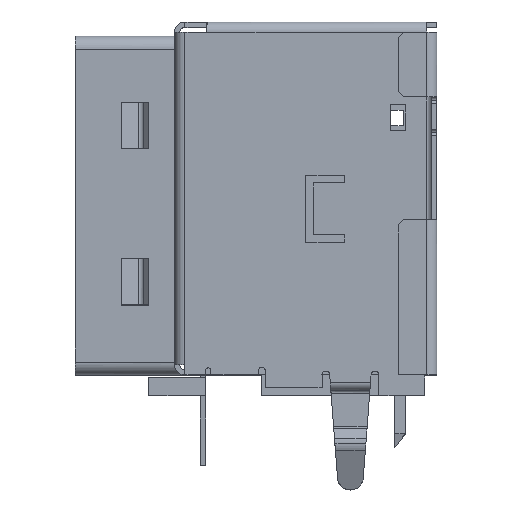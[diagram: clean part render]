
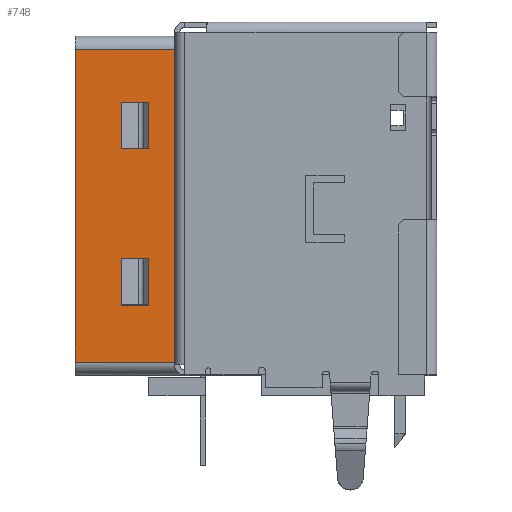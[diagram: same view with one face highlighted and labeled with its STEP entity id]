
A CAD part, top view. The second image highlights one B-rep face of the part: STEP entity #748.
In plain terms, the highlighted planar face has unit normal (0, 0, 1).
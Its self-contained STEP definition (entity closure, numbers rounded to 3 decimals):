
#303 = ORIENTED_EDGE ( 'NONE', *, *, #12099, .T. ) ;
#323 = CARTESIAN_POINT ( 'NONE',  ( -7.115, 3.92, 2.75 ) ) ;
#549 = EDGE_LOOP ( 'NONE', ( #12660, #2268, #12275, #7614, #9560, #13115 ) ) ;
#683 = CARTESIAN_POINT ( 'NONE',  ( -8.925, 3.92, 2.75 ) ) ;
#723 = ORIENTED_EDGE ( 'NONE', *, *, #7575, .T. ) ;
#748 = ADVANCED_FACE ( 'NONE', ( #6525, #9970, #1441 ), #13136, .T. ) ;
#878 = VECTOR ( 'NONE', #9307, 1000. ) ;
#1085 = EDGE_CURVE ( 'NONE', #3937, #3459, #7274, .T. ) ;
#1169 = VERTEX_POINT ( 'NONE', #9947 ) ;
#1192 = AXIS2_PLACEMENT_3D ( 'NONE', #6594, #7831, #1579 ) ;
#1209 = CARTESIAN_POINT ( 'NONE',  ( -7.115, -6.125, 2.75 ) ) ;
#1225 = VERTEX_POINT ( 'NONE', #8586 ) ;
#1348 = LINE ( 'NONE', #1209, #2602 ) ;
#1441 = FACE_OUTER_BOUND ( 'NONE', #6911, .T. ) ;
#1466 = EDGE_CURVE ( 'NONE', #7754, #5616, #2697, .T. ) ;
#1579 = DIRECTION ( 'NONE',  ( 1., 0., 0. ) ) ;
#1803 = EDGE_CURVE ( 'NONE', #1225, #6499, #11127, .T. ) ;
#1873 = CARTESIAN_POINT ( 'NONE',  ( -6.065, -3.92, 2.75 ) ) ;
#2040 = VECTOR ( 'NONE', #8975, 1000. ) ;
#2088 = LINE ( 'NONE', #12544, #13415 ) ;
#2092 = ORIENTED_EDGE ( 'NONE', *, *, #1085, .T. ) ;
#2138 = ORIENTED_EDGE ( 'NONE', *, *, #1803, .T. ) ;
#2268 = ORIENTED_EDGE ( 'NONE', *, *, #3951, .T. ) ;
#2312 = VERTEX_POINT ( 'NONE', #7590 ) ;
#2431 = DIRECTION ( 'NONE',  ( 0., -1., 0. ) ) ;
#2462 = VERTEX_POINT ( 'NONE', #6690 ) ;
#2521 = CARTESIAN_POINT ( 'NONE',  ( -7.115, -6.125, 2.75 ) ) ;
#2560 = DIRECTION ( 'NONE',  ( 0., -1., 0. ) ) ;
#2602 = VECTOR ( 'NONE', #5409, 1000. ) ;
#2697 = LINE ( 'NONE', #11022, #4936 ) ;
#3116 = VECTOR ( 'NONE', #3469, 1000. ) ;
#3360 = LINE ( 'NONE', #5284, #4851 ) ;
#3459 = VERTEX_POINT ( 'NONE', #12766 ) ;
#3469 = DIRECTION ( 'NONE',  ( -1., 0., 0. ) ) ;
#3937 = VERTEX_POINT ( 'NONE', #10706 ) ;
#3951 = EDGE_CURVE ( 'NONE', #2312, #2462, #1348, .T. ) ;
#4498 = EDGE_CURVE ( 'NONE', #5616, #4615, #11851, .T. ) ;
#4568 = LINE ( 'NONE', #9858, #3116 ) ;
#4615 = VERTEX_POINT ( 'NONE', #1873 ) ;
#4636 = ORIENTED_EDGE ( 'NONE', *, *, #8441, .T. ) ;
#4737 = CARTESIAN_POINT ( 'NONE',  ( -6.065, -6.125, 2.75 ) ) ;
#4782 = LINE ( 'NONE', #2521, #2040 ) ;
#4851 = VECTOR ( 'NONE', #11747, 1000. ) ;
#4936 = VECTOR ( 'NONE', #2560, 1000. ) ;
#5257 = CARTESIAN_POINT ( 'NONE',  ( -6.065, 2.12, 2.75 ) ) ;
#5284 = CARTESIAN_POINT ( 'NONE',  ( -8.925, -2.12, 2.75 ) ) ;
#5409 = DIRECTION ( 'NONE',  ( 0., 1., 0. ) ) ;
#5423 = DIRECTION ( 'NONE',  ( 1., 0., 0. ) ) ;
#5616 = VERTEX_POINT ( 'NONE', #7572 ) ;
#5890 = VECTOR ( 'NONE', #2431, 1000. ) ;
#5907 = EDGE_CURVE ( 'NONE', #1169, #3459, #11691, .T. ) ;
#6193 = CARTESIAN_POINT ( 'NONE',  ( -7.115, -2.12, 2.75 ) ) ;
#6394 = VERTEX_POINT ( 'NONE', #323 ) ;
#6499 = VERTEX_POINT ( 'NONE', #5257 ) ;
#6525 = FACE_BOUND ( 'NONE', #549, .T. ) ;
#6594 = CARTESIAN_POINT ( 'NONE',  ( -8.925, -6.125, 2.75 ) ) ;
#6672 = VECTOR ( 'NONE', #5423, 1000. ) ;
#6690 = CARTESIAN_POINT ( 'NONE',  ( -7.115, -3.9, 2.75 ) ) ;
#6897 = ORIENTED_EDGE ( 'NONE', *, *, #11116, .T. ) ;
#6911 = EDGE_LOOP ( 'NONE', ( #2092, #12865, #10525, #4636 ) ) ;
#7274 = LINE ( 'NONE', #10654, #6672 ) ;
#7572 = CARTESIAN_POINT ( 'NONE',  ( -6.065, -3.9, 2.75 ) ) ;
#7575 = EDGE_CURVE ( 'NONE', #6394, #1225, #12240, .T. ) ;
#7590 = CARTESIAN_POINT ( 'NONE',  ( -7.115, -3.92, 2.75 ) ) ;
#7614 = ORIENTED_EDGE ( 'NONE', *, *, #9251, .T. ) ;
#7754 = VERTEX_POINT ( 'NONE', #10237 ) ;
#7831 = DIRECTION ( 'NONE',  ( 0., 0., 1. ) ) ;
#8115 = VECTOR ( 'NONE', #9483, 1000. ) ;
#8139 = LINE ( 'NONE', #10411, #878 ) ;
#8322 = DIRECTION ( 'NONE',  ( -1., 0., 0. ) ) ;
#8383 = EDGE_CURVE ( 'NONE', #2462, #12553, #8139, .T. ) ;
#8441 = EDGE_CURVE ( 'NONE', #9114, #3937, #2088, .T. ) ;
#8550 = VECTOR ( 'NONE', #10940, 1000. ) ;
#8586 = CARTESIAN_POINT ( 'NONE',  ( -6.065, 3.92, 2.75 ) ) ;
#8772 = EDGE_CURVE ( 'NONE', #1169, #9114, #9290, .T. ) ;
#8975 = DIRECTION ( 'NONE',  ( 0., 1., 0. ) ) ;
#9114 = VERTEX_POINT ( 'NONE', #9269 ) ;
#9251 = EDGE_CURVE ( 'NONE', #12553, #7754, #3360, .T. ) ;
#9269 = CARTESIAN_POINT ( 'NONE',  ( -8.925, 5.975, 2.75 ) ) ;
#9290 = LINE ( 'NONE', #13559, #12749 ) ;
#9307 = DIRECTION ( 'NONE',  ( 0., 1., 0. ) ) ;
#9406 = DIRECTION ( 'NONE',  ( -1., 0., 0. ) ) ;
#9414 = CARTESIAN_POINT ( 'NONE',  ( -5.075, 6.625, 2.75 ) ) ;
#9483 = DIRECTION ( 'NONE',  ( 0., -1., 0. ) ) ;
#9560 = ORIENTED_EDGE ( 'NONE', *, *, #1466, .T. ) ;
#9773 = EDGE_LOOP ( 'NONE', ( #2138, #6897, #303, #723 ) ) ;
#9858 = CARTESIAN_POINT ( 'NONE',  ( -8.925, 2.12, 2.75 ) ) ;
#9947 = CARTESIAN_POINT ( 'NONE',  ( -5.075, 5.975, 2.75 ) ) ;
#9970 = FACE_BOUND ( 'NONE', #9773, .T. ) ;
#10152 = EDGE_CURVE ( 'NONE', #4615, #2312, #10447, .T. ) ;
#10237 = CARTESIAN_POINT ( 'NONE',  ( -6.065, -2.12, 2.75 ) ) ;
#10352 = VECTOR ( 'NONE', #9406, 1000. ) ;
#10411 = CARTESIAN_POINT ( 'NONE',  ( -7.115, -6.125, 2.75 ) ) ;
#10437 = CARTESIAN_POINT ( 'NONE',  ( -7.115, 2.12, 2.75 ) ) ;
#10447 = LINE ( 'NONE', #12374, #10352 ) ;
#10469 = VECTOR ( 'NONE', #13129, 1000. ) ;
#10475 = DIRECTION ( 'NONE',  ( 0., -1., 0. ) ) ;
#10525 = ORIENTED_EDGE ( 'NONE', *, *, #8772, .T. ) ;
#10654 = CARTESIAN_POINT ( 'NONE',  ( -8.925, -6.125, 2.75 ) ) ;
#10706 = CARTESIAN_POINT ( 'NONE',  ( -8.925, -6.125, 2.75 ) ) ;
#10940 = DIRECTION ( 'NONE',  ( 1., 0., 0. ) ) ;
#11022 = CARTESIAN_POINT ( 'NONE',  ( -6.065, -6.125, 2.75 ) ) ;
#11116 = EDGE_CURVE ( 'NONE', #6499, #11980, #4568, .T. ) ;
#11127 = LINE ( 'NONE', #4737, #10469 ) ;
#11691 = LINE ( 'NONE', #9414, #8115 ) ;
#11747 = DIRECTION ( 'NONE',  ( 1., 0., 0. ) ) ;
#11851 = LINE ( 'NONE', #13023, #5890 ) ;
#11980 = VERTEX_POINT ( 'NONE', #10437 ) ;
#12099 = EDGE_CURVE ( 'NONE', #11980, #6394, #4782, .T. ) ;
#12240 = LINE ( 'NONE', #683, #8550 ) ;
#12275 = ORIENTED_EDGE ( 'NONE', *, *, #8383, .T. ) ;
#12374 = CARTESIAN_POINT ( 'NONE',  ( -8.925, -3.92, 2.75 ) ) ;
#12544 = CARTESIAN_POINT ( 'NONE',  ( -8.925, -6.125, 2.75 ) ) ;
#12553 = VERTEX_POINT ( 'NONE', #6193 ) ;
#12660 = ORIENTED_EDGE ( 'NONE', *, *, #10152, .T. ) ;
#12749 = VECTOR ( 'NONE', #8322, 1000. ) ;
#12766 = CARTESIAN_POINT ( 'NONE',  ( -5.075, -6.125, 2.75 ) ) ;
#12865 = ORIENTED_EDGE ( 'NONE', *, *, #5907, .F. ) ;
#13023 = CARTESIAN_POINT ( 'NONE',  ( -6.065, -6.125, 2.75 ) ) ;
#13115 = ORIENTED_EDGE ( 'NONE', *, *, #4498, .T. ) ;
#13129 = DIRECTION ( 'NONE',  ( 0., -1., 0. ) ) ;
#13136 = PLANE ( 'NONE',  #1192 ) ;
#13415 = VECTOR ( 'NONE', #10475, 1000. ) ;
#13559 = CARTESIAN_POINT ( 'NONE',  ( -8.925, 5.975, 2.75 ) ) ;
